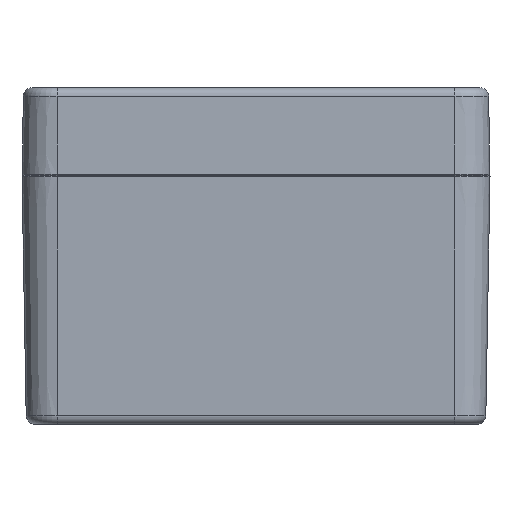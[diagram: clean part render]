
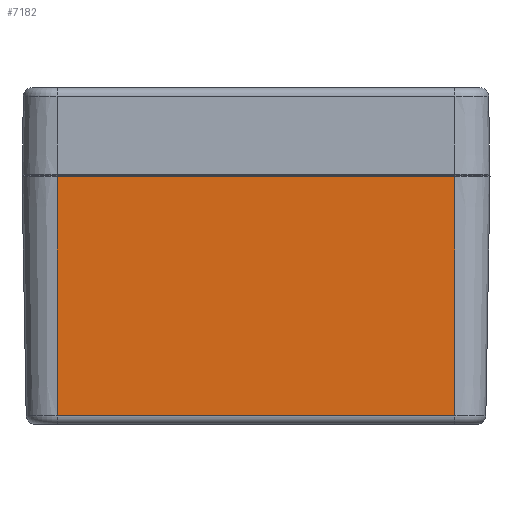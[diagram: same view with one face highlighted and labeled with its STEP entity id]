
A CAD part, left-side view. The second image highlights one B-rep face of the part: STEP entity #7182.
In plain terms, the highlighted planar face has unit normal (-1, 0, -0.018).
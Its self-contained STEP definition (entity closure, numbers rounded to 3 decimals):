
#7063=CARTESIAN_POINT('',(-124.996,-34.,-0.203));
#7064=VERTEX_POINT('',#7063);
#7089=CARTESIAN_POINT('',(-124.996,34.,-0.203));
#7090=VERTEX_POINT('',#7089);
#7098=CARTESIAN_POINT('',(-124.996,34.,-0.203));
#7099=DIRECTION('',(0.0,-1.0,0.0));
#7100=VECTOR('',#7099,68.);
#7101=LINE('',#7098,#7100);
#7102=EDGE_CURVE('',#7090,#7064,#7101,.T.);
#7152=CARTESIAN_POINT('',(-125.,34.,0.0));
#7153=DIRECTION('',(-1.,0.0,-0.017));
#7154=DIRECTION('',(0.0,1.0,0.0));
#7155=AXIS2_PLACEMENT_3D('',#7152,#7153,#7154);
#7156=PLANE('',#7155);
#7157=ORIENTED_EDGE('',*,*,#7102,.F.);
#7158=CARTESIAN_POINT('',(-124.284,34.,-41.026));
#7159=VERTEX_POINT('',#7158);
#7160=CARTESIAN_POINT('',(-124.996,34.,-0.203));
#7161=DIRECTION('',(0.017,0.0,-1.));
#7162=VECTOR('',#7161,40.829);
#7163=LINE('',#7160,#7162);
#7164=EDGE_CURVE('',#7090,#7159,#7163,.T.);
#7165=ORIENTED_EDGE('',*,*,#7164,.T.);
#7166=CARTESIAN_POINT('',(-124.284,-34.,-41.026));
#7167=VERTEX_POINT('',#7166);
#7168=CARTESIAN_POINT('',(-124.284,-34.,-41.026));
#7169=DIRECTION('',(0.0,1.0,0.0));
#7170=VECTOR('',#7169,68.);
#7171=LINE('',#7168,#7170);
#7172=EDGE_CURVE('',#7167,#7159,#7171,.T.);
#7173=ORIENTED_EDGE('',*,*,#7172,.F.);
#7174=CARTESIAN_POINT('',(-124.996,-34.,-0.203));
#7175=DIRECTION('',(0.017,0.0,-1.));
#7176=VECTOR('',#7175,40.829);
#7177=LINE('',#7174,#7176);
#7178=EDGE_CURVE('',#7064,#7167,#7177,.T.);
#7179=ORIENTED_EDGE('',*,*,#7178,.F.);
#7180=EDGE_LOOP('',(#7157,#7165,#7173,#7179));
#7181=FACE_OUTER_BOUND('',#7180,.T.);
#7182=ADVANCED_FACE('',(#7181),#7156,.T.);
